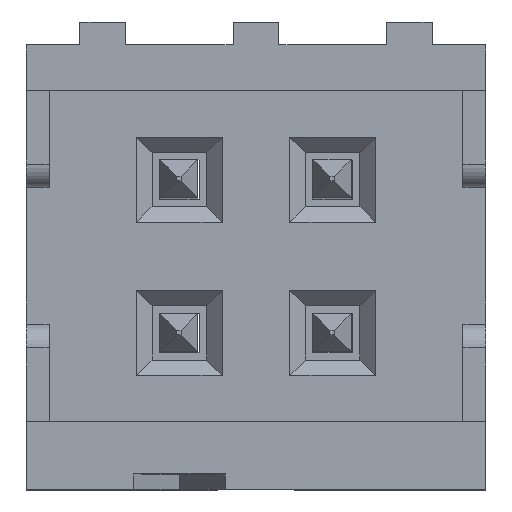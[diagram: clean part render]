
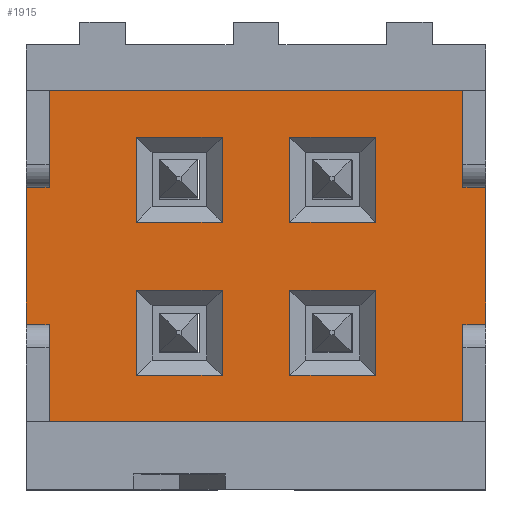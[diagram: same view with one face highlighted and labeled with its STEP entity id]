
A CAD part, top view. The second image highlights one B-rep face of the part: STEP entity #1915.
In plain terms, the highlighted planar face has unit normal (0, 0, 1).
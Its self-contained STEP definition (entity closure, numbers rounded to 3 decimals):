
#331 = VERTEX_POINT('',#332);
#332 = CARTESIAN_POINT('',(-3.,0.9,1.7));
#338 = EDGE_CURVE('',#339,#331,#341,.T.);
#339 = VERTEX_POINT('',#340);
#340 = CARTESIAN_POINT('',(-3.,-0.9,1.7));
#341 = LINE('',#342,#343);
#342 = CARTESIAN_POINT('',(-3.,-0.9,1.7));
#343 = VECTOR('',#344,1.);
#344 = DIRECTION('',(0.,1.,0.));
#908 = VERTEX_POINT('',#909);
#909 = CARTESIAN_POINT('',(3.,-0.9,1.7));
#915 = EDGE_CURVE('',#916,#908,#918,.T.);
#916 = VERTEX_POINT('',#917);
#917 = CARTESIAN_POINT('',(3.,0.9,1.7));
#918 = LINE('',#919,#920);
#919 = CARTESIAN_POINT('',(3.,0.9,1.7));
#920 = VECTOR('',#921,1.);
#921 = DIRECTION('',(0.,-1.,0.));
#1380 = VERTEX_POINT('',#1381);
#1381 = CARTESIAN_POINT('',(-0.5,-2.16,1.7));
#1452 = VERTEX_POINT('',#1453);
#1453 = CARTESIAN_POINT('',(0.5,-2.16,1.7));
#1832 = EDGE_CURVE('',#1452,#1380,#1833,.T.);
#1833 = LINE('',#1834,#1835);
#1834 = CARTESIAN_POINT('',(0.5,-2.16,1.7));
#1835 = VECTOR('',#1836,1.);
#1836 = DIRECTION('',(-1.,0.,0.));
#1915 = ADVANCED_FACE('',(#1916,#2003,#2037,#2071,#2105),#2139,.T.);
#1916 = FACE_BOUND('',#1917,.F.);
#1917 = EDGE_LOOP('',(#1918,#1928,#1934,#1935,#1943,#1951,#1959,#1967,
    #1973,#1974,#1982,#1990,#1996,#1997));
#1918 = ORIENTED_EDGE('',*,*,#1919,.F.);
#1919 = EDGE_CURVE('',#1920,#1922,#1924,.T.);
#1920 = VERTEX_POINT('',#1921);
#1921 = CARTESIAN_POINT('',(-2.7,-0.9,1.7));
#1922 = VERTEX_POINT('',#1923);
#1923 = CARTESIAN_POINT('',(-2.7,-2.16,1.7));
#1924 = LINE('',#1925,#1926);
#1925 = CARTESIAN_POINT('',(-2.7,-0.9,1.7));
#1926 = VECTOR('',#1927,1.);
#1927 = DIRECTION('',(0.,-1.,0.));
#1928 = ORIENTED_EDGE('',*,*,#1929,.F.);
#1929 = EDGE_CURVE('',#339,#1920,#1930,.T.);
#1930 = LINE('',#1931,#1932);
#1931 = CARTESIAN_POINT('',(-3.,-0.9,1.7));
#1932 = VECTOR('',#1933,1.);
#1933 = DIRECTION('',(1.,0.,0.));
#1934 = ORIENTED_EDGE('',*,*,#338,.T.);
#1935 = ORIENTED_EDGE('',*,*,#1936,.F.);
#1936 = EDGE_CURVE('',#1937,#331,#1939,.T.);
#1937 = VERTEX_POINT('',#1938);
#1938 = CARTESIAN_POINT('',(-2.7,0.9,1.7));
#1939 = LINE('',#1940,#1941);
#1940 = CARTESIAN_POINT('',(-2.7,0.9,1.7));
#1941 = VECTOR('',#1942,1.);
#1942 = DIRECTION('',(-1.,0.,0.));
#1943 = ORIENTED_EDGE('',*,*,#1944,.F.);
#1944 = EDGE_CURVE('',#1945,#1937,#1947,.T.);
#1945 = VERTEX_POINT('',#1946);
#1946 = CARTESIAN_POINT('',(-2.7,2.16,1.7));
#1947 = LINE('',#1948,#1949);
#1948 = CARTESIAN_POINT('',(-2.7,2.16,1.7));
#1949 = VECTOR('',#1950,1.);
#1950 = DIRECTION('',(0.,-1.,0.));
#1951 = ORIENTED_EDGE('',*,*,#1952,.F.);
#1952 = EDGE_CURVE('',#1953,#1945,#1955,.T.);
#1953 = VERTEX_POINT('',#1954);
#1954 = CARTESIAN_POINT('',(2.7,2.16,1.7));
#1955 = LINE('',#1956,#1957);
#1956 = CARTESIAN_POINT('',(2.7,2.16,1.7));
#1957 = VECTOR('',#1958,1.);
#1958 = DIRECTION('',(-1.,0.,0.));
#1959 = ORIENTED_EDGE('',*,*,#1960,.F.);
#1960 = EDGE_CURVE('',#1961,#1953,#1963,.T.);
#1961 = VERTEX_POINT('',#1962);
#1962 = CARTESIAN_POINT('',(2.7,0.9,1.7));
#1963 = LINE('',#1964,#1965);
#1964 = CARTESIAN_POINT('',(2.7,0.9,1.7));
#1965 = VECTOR('',#1966,1.);
#1966 = DIRECTION('',(0.,1.,0.));
#1967 = ORIENTED_EDGE('',*,*,#1968,.F.);
#1968 = EDGE_CURVE('',#916,#1961,#1969,.T.);
#1969 = LINE('',#1970,#1971);
#1970 = CARTESIAN_POINT('',(3.,0.9,1.7));
#1971 = VECTOR('',#1972,1.);
#1972 = DIRECTION('',(-1.,0.,0.));
#1973 = ORIENTED_EDGE('',*,*,#915,.T.);
#1974 = ORIENTED_EDGE('',*,*,#1975,.F.);
#1975 = EDGE_CURVE('',#1976,#908,#1978,.T.);
#1976 = VERTEX_POINT('',#1977);
#1977 = CARTESIAN_POINT('',(2.7,-0.9,1.7));
#1978 = LINE('',#1979,#1980);
#1979 = CARTESIAN_POINT('',(2.7,-0.9,1.7));
#1980 = VECTOR('',#1981,1.);
#1981 = DIRECTION('',(1.,0.,0.));
#1982 = ORIENTED_EDGE('',*,*,#1983,.F.);
#1983 = EDGE_CURVE('',#1984,#1976,#1986,.T.);
#1984 = VERTEX_POINT('',#1985);
#1985 = CARTESIAN_POINT('',(2.7,-2.16,1.7));
#1986 = LINE('',#1987,#1988);
#1987 = CARTESIAN_POINT('',(2.7,-2.16,1.7));
#1988 = VECTOR('',#1989,1.);
#1989 = DIRECTION('',(0.,1.,0.));
#1990 = ORIENTED_EDGE('',*,*,#1991,.F.);
#1991 = EDGE_CURVE('',#1452,#1984,#1992,.T.);
#1992 = LINE('',#1993,#1994);
#1993 = CARTESIAN_POINT('',(0.5,-2.16,1.7));
#1994 = VECTOR('',#1995,1.);
#1995 = DIRECTION('',(1.,0.,0.));
#1996 = ORIENTED_EDGE('',*,*,#1832,.T.);
#1997 = ORIENTED_EDGE('',*,*,#1998,.F.);
#1998 = EDGE_CURVE('',#1922,#1380,#1999,.T.);
#1999 = LINE('',#2000,#2001);
#2000 = CARTESIAN_POINT('',(-2.7,-2.16,1.7));
#2001 = VECTOR('',#2002,1.);
#2002 = DIRECTION('',(1.,0.,0.));
#2003 = FACE_BOUND('',#2004,.F.);
#2004 = EDGE_LOOP('',(#2005,#2015,#2023,#2031));
#2005 = ORIENTED_EDGE('',*,*,#2006,.F.);
#2006 = EDGE_CURVE('',#2007,#2009,#2011,.T.);
#2007 = VERTEX_POINT('',#2008);
#2008 = CARTESIAN_POINT('',(1.558,-1.555,1.7));
#2009 = VERTEX_POINT('',#2010);
#2010 = CARTESIAN_POINT('',(0.443,-1.555,1.7));
#2011 = LINE('',#2012,#2013);
#2012 = CARTESIAN_POINT('',(1.558,-1.555,1.7));
#2013 = VECTOR('',#2014,1.);
#2014 = DIRECTION('',(-1.,0.,0.));
#2015 = ORIENTED_EDGE('',*,*,#2016,.F.);
#2016 = EDGE_CURVE('',#2017,#2007,#2019,.T.);
#2017 = VERTEX_POINT('',#2018);
#2018 = CARTESIAN_POINT('',(1.558,-0.445,1.7));
#2019 = LINE('',#2020,#2021);
#2020 = CARTESIAN_POINT('',(1.558,-0.445,1.7));
#2021 = VECTOR('',#2022,1.);
#2022 = DIRECTION('',(0.,-1.,0.));
#2023 = ORIENTED_EDGE('',*,*,#2024,.F.);
#2024 = EDGE_CURVE('',#2025,#2017,#2027,.T.);
#2025 = VERTEX_POINT('',#2026);
#2026 = CARTESIAN_POINT('',(0.443,-0.445,1.7));
#2027 = LINE('',#2028,#2029);
#2028 = CARTESIAN_POINT('',(0.443,-0.445,1.7));
#2029 = VECTOR('',#2030,1.);
#2030 = DIRECTION('',(1.,0.,0.));
#2031 = ORIENTED_EDGE('',*,*,#2032,.F.);
#2032 = EDGE_CURVE('',#2009,#2025,#2033,.T.);
#2033 = LINE('',#2034,#2035);
#2034 = CARTESIAN_POINT('',(0.443,-1.555,1.7));
#2035 = VECTOR('',#2036,1.);
#2036 = DIRECTION('',(0.,1.,0.));
#2037 = FACE_BOUND('',#2038,.F.);
#2038 = EDGE_LOOP('',(#2039,#2049,#2057,#2065));
#2039 = ORIENTED_EDGE('',*,*,#2040,.F.);
#2040 = EDGE_CURVE('',#2041,#2043,#2045,.T.);
#2041 = VERTEX_POINT('',#2042);
#2042 = CARTESIAN_POINT('',(1.558,0.445,1.7));
#2043 = VERTEX_POINT('',#2044);
#2044 = CARTESIAN_POINT('',(0.443,0.445,1.7));
#2045 = LINE('',#2046,#2047);
#2046 = CARTESIAN_POINT('',(1.558,0.445,1.7));
#2047 = VECTOR('',#2048,1.);
#2048 = DIRECTION('',(-1.,0.,0.));
#2049 = ORIENTED_EDGE('',*,*,#2050,.F.);
#2050 = EDGE_CURVE('',#2051,#2041,#2053,.T.);
#2051 = VERTEX_POINT('',#2052);
#2052 = CARTESIAN_POINT('',(1.558,1.555,1.7));
#2053 = LINE('',#2054,#2055);
#2054 = CARTESIAN_POINT('',(1.558,1.555,1.7));
#2055 = VECTOR('',#2056,1.);
#2056 = DIRECTION('',(0.,-1.,0.));
#2057 = ORIENTED_EDGE('',*,*,#2058,.F.);
#2058 = EDGE_CURVE('',#2059,#2051,#2061,.T.);
#2059 = VERTEX_POINT('',#2060);
#2060 = CARTESIAN_POINT('',(0.443,1.555,1.7));
#2061 = LINE('',#2062,#2063);
#2062 = CARTESIAN_POINT('',(0.443,1.555,1.7));
#2063 = VECTOR('',#2064,1.);
#2064 = DIRECTION('',(1.,0.,0.));
#2065 = ORIENTED_EDGE('',*,*,#2066,.F.);
#2066 = EDGE_CURVE('',#2043,#2059,#2067,.T.);
#2067 = LINE('',#2068,#2069);
#2068 = CARTESIAN_POINT('',(0.443,0.445,1.7));
#2069 = VECTOR('',#2070,1.);
#2070 = DIRECTION('',(0.,1.,0.));
#2071 = FACE_BOUND('',#2072,.F.);
#2072 = EDGE_LOOP('',(#2073,#2083,#2091,#2099));
#2073 = ORIENTED_EDGE('',*,*,#2074,.F.);
#2074 = EDGE_CURVE('',#2075,#2077,#2079,.T.);
#2075 = VERTEX_POINT('',#2076);
#2076 = CARTESIAN_POINT('',(-0.443,-1.555,1.7));
#2077 = VERTEX_POINT('',#2078);
#2078 = CARTESIAN_POINT('',(-1.558,-1.555,1.7));
#2079 = LINE('',#2080,#2081);
#2080 = CARTESIAN_POINT('',(-0.443,-1.555,1.7));
#2081 = VECTOR('',#2082,1.);
#2082 = DIRECTION('',(-1.,0.,0.));
#2083 = ORIENTED_EDGE('',*,*,#2084,.F.);
#2084 = EDGE_CURVE('',#2085,#2075,#2087,.T.);
#2085 = VERTEX_POINT('',#2086);
#2086 = CARTESIAN_POINT('',(-0.443,-0.445,1.7));
#2087 = LINE('',#2088,#2089);
#2088 = CARTESIAN_POINT('',(-0.443,-0.445,1.7));
#2089 = VECTOR('',#2090,1.);
#2090 = DIRECTION('',(0.,-1.,0.));
#2091 = ORIENTED_EDGE('',*,*,#2092,.F.);
#2092 = EDGE_CURVE('',#2093,#2085,#2095,.T.);
#2093 = VERTEX_POINT('',#2094);
#2094 = CARTESIAN_POINT('',(-1.558,-0.445,1.7));
#2095 = LINE('',#2096,#2097);
#2096 = CARTESIAN_POINT('',(-1.558,-0.445,1.7));
#2097 = VECTOR('',#2098,1.);
#2098 = DIRECTION('',(1.,0.,0.));
#2099 = ORIENTED_EDGE('',*,*,#2100,.F.);
#2100 = EDGE_CURVE('',#2077,#2093,#2101,.T.);
#2101 = LINE('',#2102,#2103);
#2102 = CARTESIAN_POINT('',(-1.558,-1.555,1.7));
#2103 = VECTOR('',#2104,1.);
#2104 = DIRECTION('',(0.,1.,0.));
#2105 = FACE_BOUND('',#2106,.F.);
#2106 = EDGE_LOOP('',(#2107,#2117,#2125,#2133));
#2107 = ORIENTED_EDGE('',*,*,#2108,.F.);
#2108 = EDGE_CURVE('',#2109,#2111,#2113,.T.);
#2109 = VERTEX_POINT('',#2110);
#2110 = CARTESIAN_POINT('',(-0.443,0.445,1.7));
#2111 = VERTEX_POINT('',#2112);
#2112 = CARTESIAN_POINT('',(-1.558,0.445,1.7));
#2113 = LINE('',#2114,#2115);
#2114 = CARTESIAN_POINT('',(-0.443,0.445,1.7));
#2115 = VECTOR('',#2116,1.);
#2116 = DIRECTION('',(-1.,0.,0.));
#2117 = ORIENTED_EDGE('',*,*,#2118,.F.);
#2118 = EDGE_CURVE('',#2119,#2109,#2121,.T.);
#2119 = VERTEX_POINT('',#2120);
#2120 = CARTESIAN_POINT('',(-0.443,1.555,1.7));
#2121 = LINE('',#2122,#2123);
#2122 = CARTESIAN_POINT('',(-0.443,1.555,1.7));
#2123 = VECTOR('',#2124,1.);
#2124 = DIRECTION('',(0.,-1.,0.));
#2125 = ORIENTED_EDGE('',*,*,#2126,.F.);
#2126 = EDGE_CURVE('',#2127,#2119,#2129,.T.);
#2127 = VERTEX_POINT('',#2128);
#2128 = CARTESIAN_POINT('',(-1.558,1.555,1.7));
#2129 = LINE('',#2130,#2131);
#2130 = CARTESIAN_POINT('',(-1.558,1.555,1.7));
#2131 = VECTOR('',#2132,1.);
#2132 = DIRECTION('',(1.,0.,0.));
#2133 = ORIENTED_EDGE('',*,*,#2134,.F.);
#2134 = EDGE_CURVE('',#2111,#2127,#2135,.T.);
#2135 = LINE('',#2136,#2137);
#2136 = CARTESIAN_POINT('',(-1.558,0.445,1.7));
#2137 = VECTOR('',#2138,1.);
#2138 = DIRECTION('',(0.,1.,0.));
#2139 = PLANE('',#2140);
#2140 = AXIS2_PLACEMENT_3D('',#2141,#2142,#2143);
#2141 = CARTESIAN_POINT('',(0.,0.,1.7));
#2142 = DIRECTION('',(0.,0.,1.));
#2143 = DIRECTION('',(0.,1.,0.));
